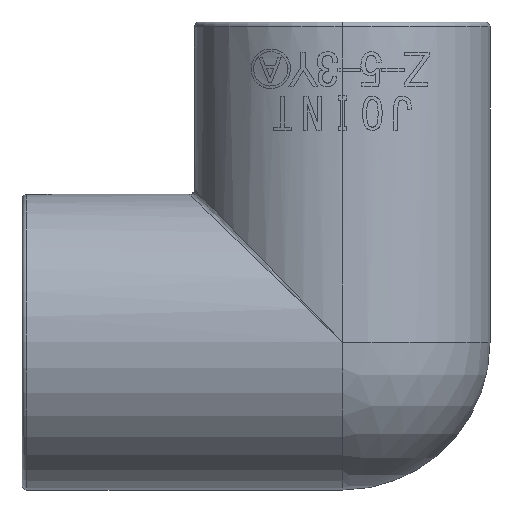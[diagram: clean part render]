
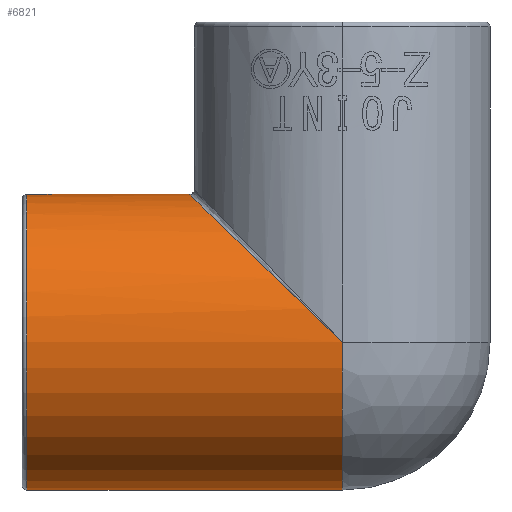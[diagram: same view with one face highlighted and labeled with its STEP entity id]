
A CAD part, left-side view. The second image highlights one B-rep face of the part: STEP entity #6821.
In plain terms, the highlighted cylindrical face has radius 30 mm (diameter 60 mm), a partial arc.
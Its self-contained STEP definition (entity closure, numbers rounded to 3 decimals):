
#259 = ORIENTED_EDGE ( 'NONE', *, *, #3846, .T. ) ;
#328 = VERTEX_POINT ( 'NONE', #8239 ) ;
#910 = EDGE_CURVE ( 'NONE', #8037, #10668, #12142, .T. ) ;
#1099 = FACE_OUTER_BOUND ( 'NONE', #6604, .T. ) ;
#1481 = DIRECTION ( 'NONE',  ( 0., -1., 0. ) ) ;
#2371 = VECTOR ( 'NONE', #12228, 1000. ) ;
#2373 = CARTESIAN_POINT ( 'NONE',  ( -30., 0., 0. ) ) ;
#2388 = CIRCLE ( 'NONE', #3656, 30. ) ;
#2415 = VERTEX_POINT ( 'NONE', #6051 ) ;
#2656 = DIRECTION ( 'NONE',  ( 0., 0., -1. ) ) ;
#2674 = LINE ( 'NONE', #6391, #2371 ) ;
#2805 = ORIENTED_EDGE ( 'NONE', *, *, #9312, .F. ) ;
#3639 = DIRECTION ( 'NONE',  ( 0., -1., 0. ) ) ;
#3656 = AXIS2_PLACEMENT_3D ( 'NONE', #7301, #1481, #8298 ) ;
#3688 = EDGE_CURVE ( 'NONE', #328, #8037, #9064, .T. ) ;
#3788 = ORIENTED_EDGE ( 'NONE', *, *, #910, .T. ) ;
#3846 = EDGE_CURVE ( 'NONE', #2415, #11335, #2388, .T. ) ;
#4283 = ORIENTED_EDGE ( 'NONE', *, *, #3688, .T. ) ;
#4405 = CARTESIAN_POINT ( 'NONE',  ( -30., 18.159, 17.574 ) ) ;
#4412 = DIRECTION ( 'NONE',  ( 0., 1., 0. ) ) ;
#4755 = EDGE_CURVE ( 'NONE', #11335, #328, #2674, .T. ) ;
#5178 = AXIS2_PLACEMENT_3D ( 'NONE', #10252, #4412, #11242 ) ;
#5610 = DIRECTION ( 'NONE',  ( 0., -1., 0. ) ) ;
#6051 = CARTESIAN_POINT ( 'NONE',  ( 0., 64., 30. ) ) ;
#6063 = VECTOR ( 'NONE', #5610, 1000. ) ;
#6391 = CARTESIAN_POINT ( 'NONE',  ( 0., 65., -30. ) ) ;
#6604 = EDGE_LOOP ( 'NONE', ( #2805, #259, #9014, #4283, #3788 ) ) ;
#6821 = ADVANCED_FACE ( 'NONE', ( #1099 ), #8575, .T. ) ;
#7301 = CARTESIAN_POINT ( 'NONE',  ( 0., 64., 0. ) ) ;
#7359 = CARTESIAN_POINT ( 'NONE',  ( -17.574, 31., 30. ) ) ;
#8037 = VERTEX_POINT ( 'NONE', #8304 ) ;
#8239 = CARTESIAN_POINT ( 'NONE',  ( 0., 0., -30. ) ) ;
#8298 = DIRECTION ( 'NONE',  ( 0., 0., 1. ) ) ;
#8304 = CARTESIAN_POINT ( 'NONE',  ( -30., 0., 0. ) ) ;
#8337 = CARTESIAN_POINT ( 'NONE',  ( 0., 31., 30. ) ) ;
#8575 = CYLINDRICAL_SURFACE ( 'NONE', #11369, 30. ) ;
#9014 = ORIENTED_EDGE ( 'NONE', *, *, #4755, .T. ) ;
#9064 = CIRCLE ( 'NONE', #5178, 30. ) ;
#9312 = EDGE_CURVE ( 'NONE', #2415, #10668, #11282, .T. ) ;
#9425 = CARTESIAN_POINT ( 'NONE',  ( 0., 65., 0. ) ) ;
#9575 = CARTESIAN_POINT ( 'NONE',  ( 0., 31., 30. ) ) ;
#10252 = CARTESIAN_POINT ( 'NONE',  ( 0., 0., 0. ) ) ;
#10668 = VERTEX_POINT ( 'NONE', #9575 ) ;
#11059 = CARTESIAN_POINT ( 'NONE',  ( 0., 64., -30. ) ) ;
#11242 = DIRECTION ( 'NONE',  ( 0., 0., 1. ) ) ;
#11282 = LINE ( 'NONE', #12441, #6063 ) ;
#11335 = VERTEX_POINT ( 'NONE', #11059 ) ;
#11369 = AXIS2_PLACEMENT_3D ( 'NONE', #9425, #3639, #2656 ) ;
#12142 =( BOUNDED_CURVE ( )  B_SPLINE_CURVE ( 3, ( #2373, #4405, #7359, #8337 ),
 .UNSPECIFIED., .F., .F. ) 
 B_SPLINE_CURVE_WITH_KNOTS ( ( 4, 4 ),
 ( 1.571, 3.142 ),
 .UNSPECIFIED. ) 
 CURVE ( )  GEOMETRIC_REPRESENTATION_ITEM ( )  RATIONAL_B_SPLINE_CURVE ( ( 1., 0.805, 0.805, 1. ) ) 
 REPRESENTATION_ITEM ( '' )  );
#12228 = DIRECTION ( 'NONE',  ( 0., -1., 0. ) ) ;
#12441 = CARTESIAN_POINT ( 'NONE',  ( 0., 65., 30. ) ) ;
